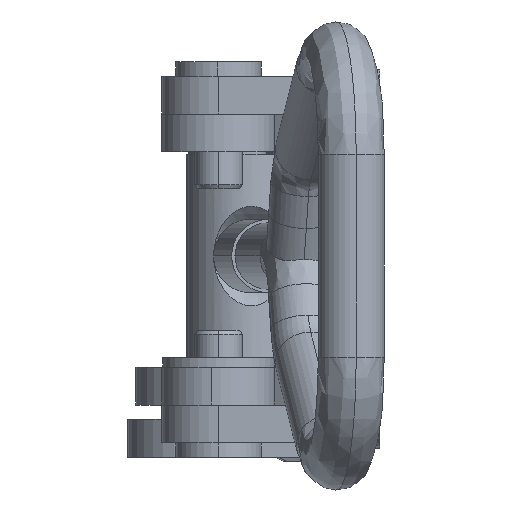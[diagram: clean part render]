
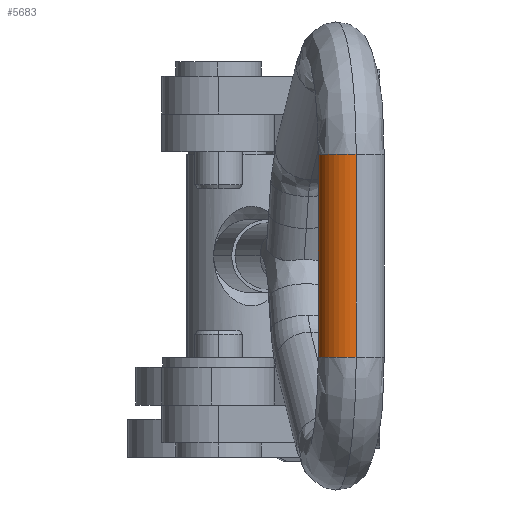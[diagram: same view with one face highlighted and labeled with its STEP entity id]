
A CAD part, left-side view. The second image highlights one B-rep face of the part: STEP entity #5683.
In plain terms, the highlighted free-form (B-spline) face has degree [3, 1] with [4, 2] control points.
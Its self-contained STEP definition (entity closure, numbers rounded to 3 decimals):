
#147 = CARTESIAN_POINT ( 'NONE',  ( 10.68, 95.5, 7. ) ) ;
#198 = AXIS2_PLACEMENT_3D ( 'NONE', #597, #5461, #1292 ) ;
#359 = VERTEX_POINT ( 'NONE', #6773 ) ;
#597 = CARTESIAN_POINT ( 'NONE',  ( 10.7, 92., 0. ) ) ;
#755 = CIRCLE ( 'NONE', #198, 3.5 ) ;
#871 = CARTESIAN_POINT ( 'NONE',  ( 10.68, 95.5, 0. ) ) ;
#902 = EDGE_CURVE ( 'NONE', #1460, #359, #5112, .T. ) ;
#1135 = CARTESIAN_POINT ( 'NONE',  ( 10.72, 88.5, 0. ) ) ;
#1240 = EDGE_CURVE ( 'NONE', #7581, #359, #3147, .T. ) ;
#1292 = DIRECTION ( 'NONE',  ( 0.006, -1., 0. ) ) ;
#1307 = VECTOR ( 'NONE', #1905, 1000. ) ;
#1460 = VERTEX_POINT ( 'NONE', #8177 ) ;
#1518 = AXIS2_PLACEMENT_3D ( 'NONE', #2145, #7951, #7808 ) ;
#1524 = CARTESIAN_POINT ( 'NONE',  ( 10.68, 95.5, 0. ) ) ;
#1905 = DIRECTION ( 'NONE',  ( -1., 0., 0. ) ) ;
#2029 = ORIENTED_EDGE ( 'NONE', *, *, #902, .F. ) ;
#2145 = CARTESIAN_POINT ( 'NONE',  ( -10.7, 92., 0. ) ) ;
#2174 = EDGE_CURVE ( 'NONE', #4657, #7581, #755, .T. ) ;
#2224 = CARTESIAN_POINT ( 'NONE',  ( 10.72, 88.5, 0. ) ) ;
#2681 =( BOUNDED_SURFACE ( )  B_SPLINE_SURFACE ( 3, 1, ( 
 ( #2224, #2915 ),
 ( #8547, #4350 ),
 ( #147, #5033 ),
 ( #871, #5745 ) ),
 .UNSPECIFIED., .F., .F., .F. ) 
 B_SPLINE_SURFACE_WITH_KNOTS ( ( 4, 4 ),
 ( 2, 2 ),
 ( 0., 1. ),
 ( 0., 1. ),
 .UNSPECIFIED. ) 
 GEOMETRIC_REPRESENTATION_ITEM ( )  RATIONAL_B_SPLINE_SURFACE ( (
 ( 1., 1.),
 ( 0.333, 0.333),
 ( 0.333, 0.333),
 ( 1., 1.) ) ) 
 REPRESENTATION_ITEM ( '' )  SURFACE ( )  );
#2915 = CARTESIAN_POINT ( 'NONE',  ( -10.68, 88.5, 0. ) ) ;
#3147 = LINE ( 'NONE', #1524, #1307 ) ;
#3296 = ORIENTED_EDGE ( 'NONE', *, *, #1240, .T. ) ;
#4350 = CARTESIAN_POINT ( 'NONE',  ( -10.68, 88.5, 7. ) ) ;
#4657 = VERTEX_POINT ( 'NONE', #7696 ) ;
#4715 = CARTESIAN_POINT ( 'NONE',  ( 10.68, 95.5, 0. ) ) ;
#5033 = CARTESIAN_POINT ( 'NONE',  ( -10.72, 95.5, 7. ) ) ;
#5112 = CIRCLE ( 'NONE', #1518, 3.5 ) ;
#5461 = DIRECTION ( 'NONE',  ( -1., -0.006, 0. ) ) ;
#5602 = EDGE_LOOP ( 'NONE', ( #6492, #3296, #2029, #6765 ) ) ;
#5683 = ADVANCED_FACE ( 'NONE', ( #8500 ), #2681, .T. ) ;
#5745 = CARTESIAN_POINT ( 'NONE',  ( -10.72, 95.5, 0. ) ) ;
#6492 = ORIENTED_EDGE ( 'NONE', *, *, #2174, .T. ) ;
#6765 = ORIENTED_EDGE ( 'NONE', *, *, #8227, .F. ) ;
#6773 = CARTESIAN_POINT ( 'NONE',  ( -10.72, 95.5, 0. ) ) ;
#7441 = DIRECTION ( 'NONE',  ( -1., 0., 0. ) ) ;
#7581 = VERTEX_POINT ( 'NONE', #4715 ) ;
#7696 = CARTESIAN_POINT ( 'NONE',  ( 10.72, 88.5, 0. ) ) ;
#7808 = DIRECTION ( 'NONE',  ( 0.006, -1., 0. ) ) ;
#7951 = DIRECTION ( 'NONE',  ( -1., -0.006, 0. ) ) ;
#8029 = VECTOR ( 'NONE', #7441, 1000. ) ;
#8177 = CARTESIAN_POINT ( 'NONE',  ( -10.68, 88.5, 0. ) ) ;
#8227 = EDGE_CURVE ( 'NONE', #4657, #1460, #8260, .T. ) ;
#8260 = LINE ( 'NONE', #1135, #8029 ) ;
#8500 = FACE_OUTER_BOUND ( 'NONE', #5602, .T. ) ;
#8547 = CARTESIAN_POINT ( 'NONE',  ( 10.72, 88.5, 7. ) ) ;
